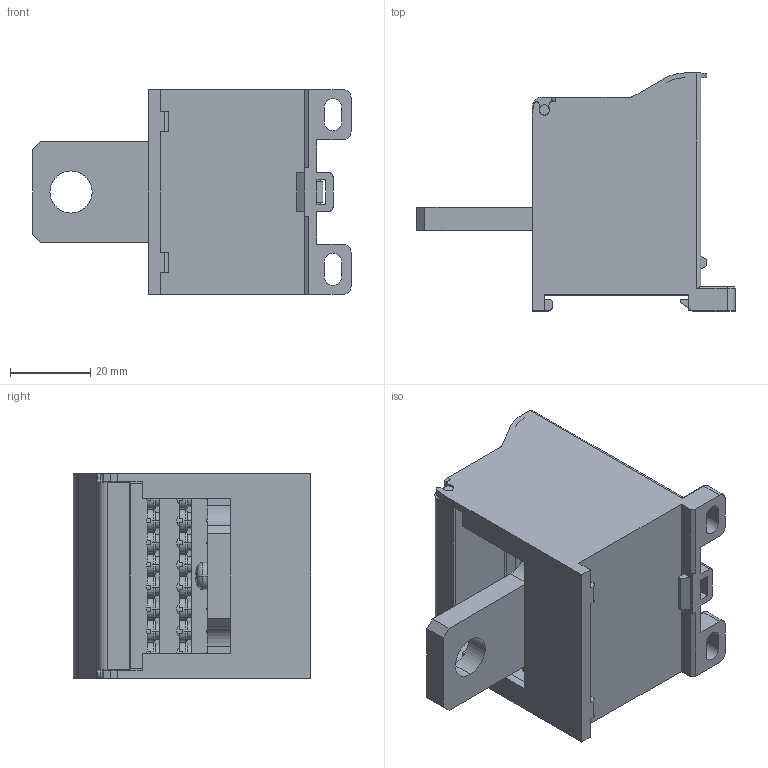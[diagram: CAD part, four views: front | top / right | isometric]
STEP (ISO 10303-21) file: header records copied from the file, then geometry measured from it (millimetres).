
FILE_DESCRIPTION((''),'2;1');
FILE_NAME('5YB576365_ASM','2023-12-02T',('dell'),(''),'PRO/ENGINEER BY PARAMETRIC TECHNOLOGY CORPORATION, 2013230','PRO/ENGINEER BY PARAMETRIC TECHNOLOGY CORPORATION, 2013230','');
FILE_SCHEMA(('AUTOMOTIVE_DESIGN { 1 0 10303 214 1 1 1 1 }'));
Length unit declared in the file: millimetre
Products named in the file (1): 5YB576365_ASM
Bounding box: 79.2 x 59.2 x 51 mm (x, y, z)
Volume: 74844.4 mm3; surface area: 36783.9 mm2
Topology: 1 solids, 4 shells, 1297 faces, 3688 edges, 2359 vertices
Faces by surface type: plane 567, cylinder 442, cone 176, torus 60, sphere 50, bspline 2
Entity records: 53065 total; most frequent: CARTESIAN_POINT 11261, ORIENTED_EDGE 7248, DIRECTION 7121, EDGE_CURVE 3624, AXIS2_PLACEMENT_3D 2643, VERTEX_POINT 2359, VECTOR 1835, LINE 1835
